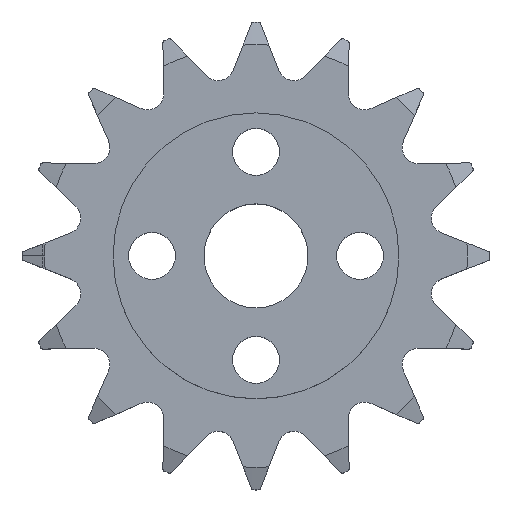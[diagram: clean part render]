
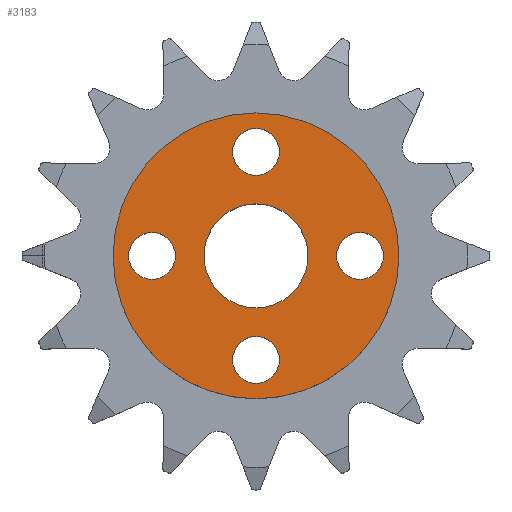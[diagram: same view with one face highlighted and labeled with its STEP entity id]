
A CAD part, top view. The second image highlights one B-rep face of the part: STEP entity #3183.
In plain terms, the highlighted planar face has unit normal (0, 0, 1).
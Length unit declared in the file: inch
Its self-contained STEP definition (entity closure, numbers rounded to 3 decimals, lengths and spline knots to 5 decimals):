
#17 = FACE_BOUND ( 'NONE', #3332, .T. ) ;
#51 = AXIS2_PLACEMENT_3D ( 'NONE', #2592, #1233, #5535 ) ;
#88 = ORIENTED_EDGE ( 'NONE', *, *, #378, .T. ) ;
#175 = DIRECTION ( 'NONE',  ( 1., 0., 0. ) ) ;
#217 = AXIS2_PLACEMENT_3D ( 'NONE', #5326, #1470, #3182 ) ;
#218 = DIRECTION ( 'NONE',  ( 0., 0., 1. ) ) ;
#234 = CIRCLE ( 'NONE', #805, 0.07087 ) ;
#371 = CIRCLE ( 'NONE', #4093, 0.07087 ) ;
#378 = EDGE_CURVE ( 'NONE', #1952, #4619, #5363, .T. ) ;
#424 = DIRECTION ( 'NONE',  ( 0., 0., 1. ) ) ;
#473 = DIRECTION ( 'NONE',  ( 0., 0., 1. ) ) ;
#502 = EDGE_CURVE ( 'NONE', #770, #3872, #234, .T. ) ;
#515 = ORIENTED_EDGE ( 'NONE', *, *, #1259, .F. ) ;
#521 = EDGE_CURVE ( 'NONE', #2805, #2870, #3824, .T. ) ;
#549 = ORIENTED_EDGE ( 'NONE', *, *, #1839, .F. ) ;
#570 = EDGE_CURVE ( 'NONE', #2870, #2805, #3232, .T. ) ;
#698 = EDGE_LOOP ( 'NONE', ( #1400, #2826 ) ) ;
#770 = VERTEX_POINT ( 'NONE', #5012 ) ;
#781 = ORIENTED_EDGE ( 'NONE', *, *, #1845, .F. ) ;
#805 = AXIS2_PLACEMENT_3D ( 'NONE', #1883, #5406, #4553 ) ;
#818 = ORIENTED_EDGE ( 'NONE', *, *, #4965, .T. ) ;
#840 = EDGE_CURVE ( 'NONE', #3550, #1715, #371, .T. ) ;
#945 = FACE_BOUND ( 'NONE', #698, .T. ) ;
#982 = CARTESIAN_POINT ( 'NONE',  ( 0., 0., 0.15748 ) ) ;
#1125 = DIRECTION ( 'NONE',  ( 0., 0., 1. ) ) ;
#1220 = CARTESIAN_POINT ( 'NONE',  ( 0.15748, 0., 0.15748 ) ) ;
#1233 = DIRECTION ( 'NONE',  ( 0., 0., 1. ) ) ;
#1259 = EDGE_CURVE ( 'NONE', #2617, #1683, #5488, .T. ) ;
#1302 = AXIS2_PLACEMENT_3D ( 'NONE', #5390, #1510, #1495 ) ;
#1376 = CARTESIAN_POINT ( 'NONE',  ( 0.31496, 0., 0.15748 ) ) ;
#1395 = CARTESIAN_POINT ( 'NONE',  ( 0., 0., 0.15748 ) ) ;
#1400 = ORIENTED_EDGE ( 'NONE', *, *, #570, .F. ) ;
#1415 = DIRECTION ( 'NONE',  ( 1., 0., 0. ) ) ;
#1470 = DIRECTION ( 'NONE',  ( 0., 0., 1. ) ) ;
#1495 = DIRECTION ( 'NONE',  ( 1., 0., 0. ) ) ;
#1510 = DIRECTION ( 'NONE',  ( 0., 0., 1. ) ) ;
#1683 = VERTEX_POINT ( 'NONE', #1220 ) ;
#1714 = ORIENTED_EDGE ( 'NONE', *, *, #2460, .F. ) ;
#1715 = VERTEX_POINT ( 'NONE', #2940 ) ;
#1839 = EDGE_CURVE ( 'NONE', #3606, #2342, #2881, .T. ) ;
#1845 = EDGE_CURVE ( 'NONE', #1683, #2617, #2751, .T. ) ;
#1883 = CARTESIAN_POINT ( 'NONE',  ( 0.31496, 0., 0.15748 ) ) ;
#1952 = VERTEX_POINT ( 'NONE', #4815 ) ;
#1959 = CARTESIAN_POINT ( 'NONE',  ( 0., 0.31496, 0.15748 ) ) ;
#2225 = DIRECTION ( 'NONE',  ( 0., 0., 1. ) ) ;
#2233 = DIRECTION ( 'NONE',  ( 0., 0., -1. ) ) ;
#2301 = DIRECTION ( 'NONE',  ( 1., 0., 0. ) ) ;
#2326 = CARTESIAN_POINT ( 'NONE',  ( -0.07087, -0.31496, 0.15748 ) ) ;
#2342 = VERTEX_POINT ( 'NONE', #3028 ) ;
#2344 = FACE_BOUND ( 'NONE', #3947, .T. ) ;
#2460 = EDGE_CURVE ( 'NONE', #1715, #3550, #2745, .T. ) ;
#2514 = CIRCLE ( 'NONE', #51, 0.43307 ) ;
#2566 = DIRECTION ( 'NONE',  ( 0., 0., 1. ) ) ;
#2592 = CARTESIAN_POINT ( 'NONE',  ( 0., 0., 0.15748 ) ) ;
#2617 = VERTEX_POINT ( 'NONE', #5075 ) ;
#2638 = ORIENTED_EDGE ( 'NONE', *, *, #502, .T. ) ;
#2659 = CARTESIAN_POINT ( 'NONE',  ( 0.07087, 0.31496, 0.15748 ) ) ;
#2688 = ORIENTED_EDGE ( 'NONE', *, *, #3439, .T. ) ;
#2745 = CIRCLE ( 'NONE', #3778, 0.07087 ) ;
#2751 = CIRCLE ( 'NONE', #3287, 0.15748 ) ;
#2761 = CARTESIAN_POINT ( 'NONE',  ( 0., -0.31496, 0.15748 ) ) ;
#2805 = VERTEX_POINT ( 'NONE', #2933 ) ;
#2826 = ORIENTED_EDGE ( 'NONE', *, *, #521, .F. ) ;
#2830 = PLANE ( 'NONE',  #4311 ) ;
#2870 = VERTEX_POINT ( 'NONE', #2659 ) ;
#2881 = CIRCLE ( 'NONE', #2971, 0.07087 ) ;
#2923 = ORIENTED_EDGE ( 'NONE', *, *, #3597, .F. ) ;
#2933 = CARTESIAN_POINT ( 'NONE',  ( -0.07087, 0.31496, 0.15748 ) ) ;
#2940 = CARTESIAN_POINT ( 'NONE',  ( 0.07087, -0.31496, 0.15748 ) ) ;
#2956 = DIRECTION ( 'NONE',  ( 1., 0., 0. ) ) ;
#2971 = AXIS2_PLACEMENT_3D ( 'NONE', #3451, #424, #4700 ) ;
#3028 = CARTESIAN_POINT ( 'NONE',  ( -0.38583, 0., 0.15748 ) ) ;
#3088 = DIRECTION ( 'NONE',  ( 0., 0., 1. ) ) ;
#3182 = DIRECTION ( 'NONE',  ( 1., 0., 0. ) ) ;
#3183 = ADVANCED_FACE ( 'NONE', ( #2344, #4203, #945, #3753, #17, #5362 ), #2830, .T. ) ;
#3232 = CIRCLE ( 'NONE', #1302, 0.07087 ) ;
#3245 = DIRECTION ( 'NONE',  ( 1., 0., 0. ) ) ;
#3282 = DIRECTION ( 'NONE',  ( 0., 0., 1. ) ) ;
#3287 = AXIS2_PLACEMENT_3D ( 'NONE', #982, #2225, #175 ) ;
#3332 = EDGE_LOOP ( 'NONE', ( #1714, #3862 ) ) ;
#3439 = EDGE_CURVE ( 'NONE', #3872, #770, #4831, .T. ) ;
#3451 = CARTESIAN_POINT ( 'NONE',  ( -0.31496, 0., 0.15748 ) ) ;
#3550 = VERTEX_POINT ( 'NONE', #2326 ) ;
#3597 = EDGE_CURVE ( 'NONE', #2342, #3606, #5217, .T. ) ;
#3606 = VERTEX_POINT ( 'NONE', #5344 ) ;
#3743 = AXIS2_PLACEMENT_3D ( 'NONE', #1395, #473, #3895 ) ;
#3753 = FACE_BOUND ( 'NONE', #3790, .T. ) ;
#3778 = AXIS2_PLACEMENT_3D ( 'NONE', #2761, #218, #2301 ) ;
#3790 = EDGE_LOOP ( 'NONE', ( #549, #2923 ) ) ;
#3808 = AXIS2_PLACEMENT_3D ( 'NONE', #1959, #3282, #3245 ) ;
#3824 = CIRCLE ( 'NONE', #3808, 0.07087 ) ;
#3860 = CARTESIAN_POINT ( 'NONE',  ( 0., -0.31496, 0.15748 ) ) ;
#3862 = ORIENTED_EDGE ( 'NONE', *, *, #840, .F. ) ;
#3872 = VERTEX_POINT ( 'NONE', #4351 ) ;
#3895 = DIRECTION ( 'NONE',  ( 1., 0., 0. ) ) ;
#3947 = EDGE_LOOP ( 'NONE', ( #781, #515 ) ) ;
#3981 = EDGE_LOOP ( 'NONE', ( #2688, #2638 ) ) ;
#4093 = AXIS2_PLACEMENT_3D ( 'NONE', #3860, #2566, #2956 ) ;
#4098 = DIRECTION ( 'NONE',  ( 1., 0., 0. ) ) ;
#4203 = FACE_BOUND ( 'NONE', #3981, .T. ) ;
#4247 = EDGE_LOOP ( 'NONE', ( #88, #818 ) ) ;
#4311 = AXIS2_PLACEMENT_3D ( 'NONE', #5002, #1125, #4098 ) ;
#4351 = CARTESIAN_POINT ( 'NONE',  ( 0.24409, 0., 0.15748 ) ) ;
#4362 = DIRECTION ( 'NONE',  ( -1., 0., 0. ) ) ;
#4553 = DIRECTION ( 'NONE',  ( -1., 0., 0. ) ) ;
#4619 = VERTEX_POINT ( 'NONE', #5285 ) ;
#4700 = DIRECTION ( 'NONE',  ( 1., 0., 0. ) ) ;
#4723 = CARTESIAN_POINT ( 'NONE',  ( 0., 0., 0.15748 ) ) ;
#4794 = AXIS2_PLACEMENT_3D ( 'NONE', #4723, #3088, #1415 ) ;
#4815 = CARTESIAN_POINT ( 'NONE',  ( 0.43307, 0., 0.15748 ) ) ;
#4831 = CIRCLE ( 'NONE', #5379, 0.07087 ) ;
#4965 = EDGE_CURVE ( 'NONE', #4619, #1952, #2514, .T. ) ;
#5002 = CARTESIAN_POINT ( 'NONE',  ( 0., 0., 0.15748 ) ) ;
#5012 = CARTESIAN_POINT ( 'NONE',  ( 0.38583, 0., 0.15748 ) ) ;
#5075 = CARTESIAN_POINT ( 'NONE',  ( -0.15748, 0., 0.15748 ) ) ;
#5217 = CIRCLE ( 'NONE', #217, 0.07087 ) ;
#5285 = CARTESIAN_POINT ( 'NONE',  ( -0.43307, 0., 0.15748 ) ) ;
#5326 = CARTESIAN_POINT ( 'NONE',  ( -0.31496, 0., 0.15748 ) ) ;
#5344 = CARTESIAN_POINT ( 'NONE',  ( -0.24409, 0., 0.15748 ) ) ;
#5362 = FACE_OUTER_BOUND ( 'NONE', #4247, .T. ) ;
#5363 = CIRCLE ( 'NONE', #3743, 0.43307 ) ;
#5379 = AXIS2_PLACEMENT_3D ( 'NONE', #1376, #2233, #4362 ) ;
#5390 = CARTESIAN_POINT ( 'NONE',  ( 0., 0.31496, 0.15748 ) ) ;
#5406 = DIRECTION ( 'NONE',  ( 0., 0., -1. ) ) ;
#5488 = CIRCLE ( 'NONE', #4794, 0.15748 ) ;
#5535 = DIRECTION ( 'NONE',  ( 1., 0., 0. ) ) ;
